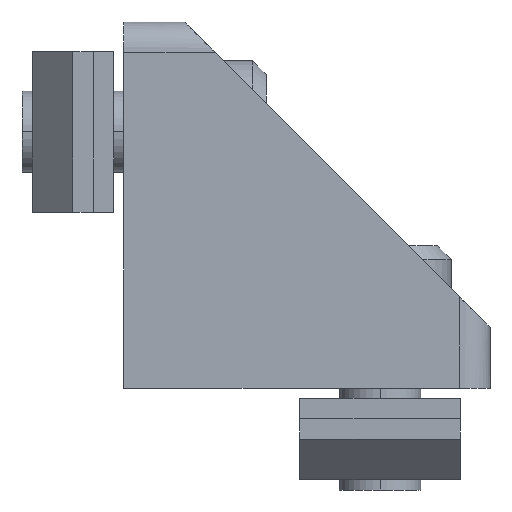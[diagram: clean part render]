
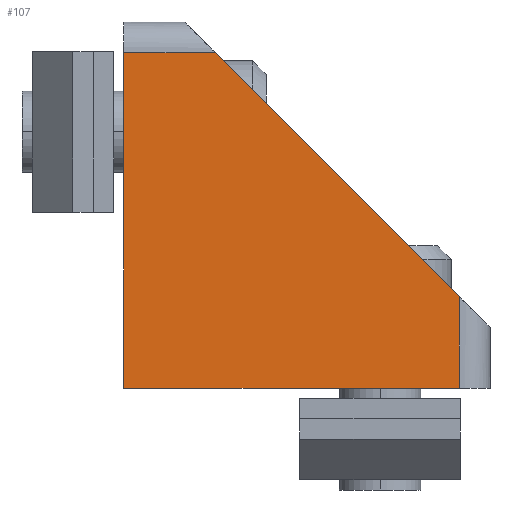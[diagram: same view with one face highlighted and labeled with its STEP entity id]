
A CAD part, left-side view. The second image highlights one B-rep face of the part: STEP entity #107.
In plain terms, the highlighted planar face has unit normal (-1, 0, 0).
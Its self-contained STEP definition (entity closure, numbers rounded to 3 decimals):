
#107=ADVANCED_FACE('1274',(#271),#272,.T.);
#271=FACE_OUTER_BOUND('',#499,.T.);
#272=PLANE('',#500);
#499=EDGE_LOOP('',(#758,#759,#760,#761,#762));
#500=AXIS2_PLACEMENT_3D('',#763,#764,#765);
#758=ORIENTED_EDGE('',*,*,#1350,.T.);
#759=ORIENTED_EDGE('',*,*,#1362,.T.);
#760=ORIENTED_EDGE('',*,*,#1363,.T.);
#761=ORIENTED_EDGE('',*,*,#1364,.T.);
#762=ORIENTED_EDGE('',*,*,#1360,.T.);
#763=CARTESIAN_POINT('',(-9.0,0.0,0.0));
#764=DIRECTION('',(-1.0,0.0,0.0));
#765=DIRECTION('',(0.0,-1.0,0.0));
#1350=EDGE_CURVE('8316',#1609,#1607,#1610,.T.);
#1360=EDGE_CURVE('8058',#1622,#1609,#1624,.T.);
#1362=EDGE_CURVE('8063',#1607,#1626,#1627,.T.);
#1363=EDGE_CURVE('8077',#1626,#1628,#1629,.T.);
#1364=EDGE_CURVE('8076',#1628,#1622,#1630,.T.);
#1607=VERTEX_POINT('',#1995);
#1609=VERTEX_POINT('',#2007);
#1610=LINE('',#2008,#2009);
#1622=VERTEX_POINT('',#2036);
#1624=LINE('',#2038,#2039);
#1626=VERTEX_POINT('',#2041);
#1627=LINE('',#2042,#2043);
#1628=VERTEX_POINT('',#2044);
#1629=LINE('',#2045,#2046);
#1630=LINE('',#2047,#2048);
#1995=CARTESIAN_POINT('',(-9.0,-4.5,16.5));
#2007=CARTESIAN_POINT('',(-9.0,-16.5,4.5));
#2008=CARTESIAN_POINT('',(-9.0,-16.5,4.5));
#2009=VECTOR('',#2478,16.971);
#2036=CARTESIAN_POINT('',(-9.0,-16.5,0.0));
#2038=CARTESIAN_POINT('',(-9.0,-16.5,0.0));
#2039=VECTOR('',#2487,4.5);
#2041=CARTESIAN_POINT('',(-9.0,0.0,16.5));
#2042=CARTESIAN_POINT('',(-9.0,-4.5,16.5));
#2043=VECTOR('',#2488,4.5);
#2044=CARTESIAN_POINT('',(-9.0,0.0,0.0));
#2045=CARTESIAN_POINT('',(-9.0,0.0,16.5));
#2046=VECTOR('',#2489,16.5);
#2047=CARTESIAN_POINT('',(-9.0,0.0,0.0));
#2048=VECTOR('',#2490,16.5);
#2478=DIRECTION('',(0.0,0.707,0.707));
#2487=DIRECTION('',(0.0,0.0,1.0));
#2488=DIRECTION('',(0.0,1.0,0.0));
#2489=DIRECTION('',(0.0,0.0,-1.0));
#2490=DIRECTION('',(0.0,-1.0,0.0));
